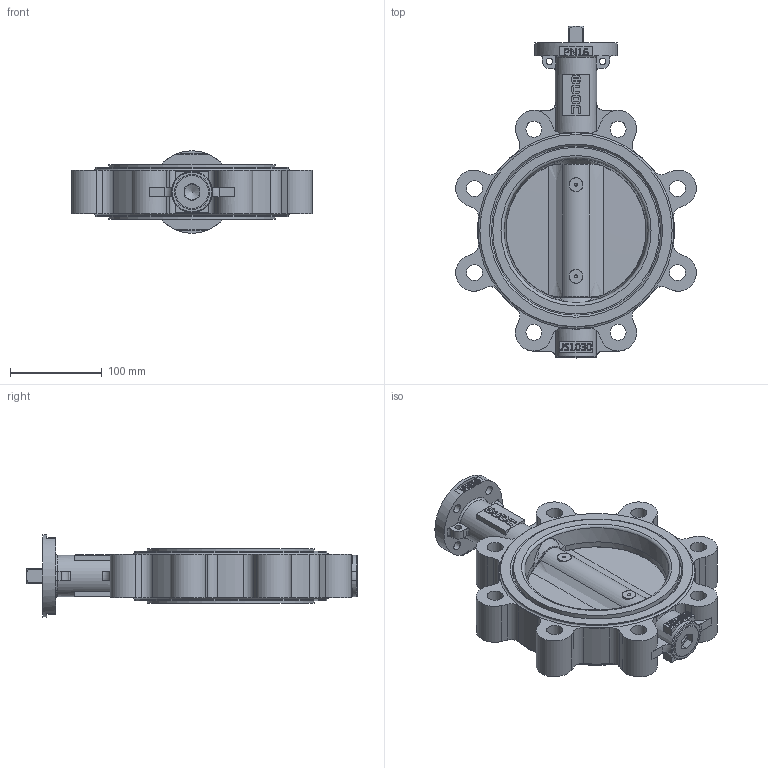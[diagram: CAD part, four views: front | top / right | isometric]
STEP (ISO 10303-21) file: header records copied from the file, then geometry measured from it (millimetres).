
FILE_DESCRIPTION(/* description */ (''),/* implementation_level */ '2;1');
FILE_NAME(/* name */ '6820-DN150-PN16.stp',/* time_stamp */ '2017-05-11T11:50:29+02:00',/* author */ ('nils.martens'),/* organization */ (''),/* preprocessor_version */ 'ST-DEVELOPER v16.5',/* originating_system */ 'Autodesk Inventor 2017',/* authorisation */ '');
FILE_SCHEMA (('AUTOMOTIVE_DESIGN { 1 0 10303 214 3 1 1 }'));
Length unit declared in the file: millimetre
Products named in the file (1): 6820-DN150
Bounding box: 262.89 x 362.5 x 90 mm (x, y, z)
Volume: 1851106.4 mm3; surface area: 249875.2 mm2
Topology: 1 solids, 6 shells, 674 faces, 1778 edges, 1162 vertices
Faces by surface type: plane 334, bspline 164, cylinder 127, torus 25, cone 24
Full cylindrical faces by diameter (mm): 5 x1, 7 x2, 10 x4, 17.5 x8, 19.4 x1, 21 x1, 22 x4, 25 x1, 30 x2, 36 x1, 38 x1, 45 x1, 90 x1, 182 x2, 185 x2, 210 x2
Entity records: 31151 total; most frequent: CARTESIAN_POINT 15050, ORIENTED_EDGE 3402, DIRECTION 2677, EDGE_CURVE 1701, VERTEX_POINT 1138, AXIS2_PLACEMENT_3D 895, LINE 887, VECTOR 887
